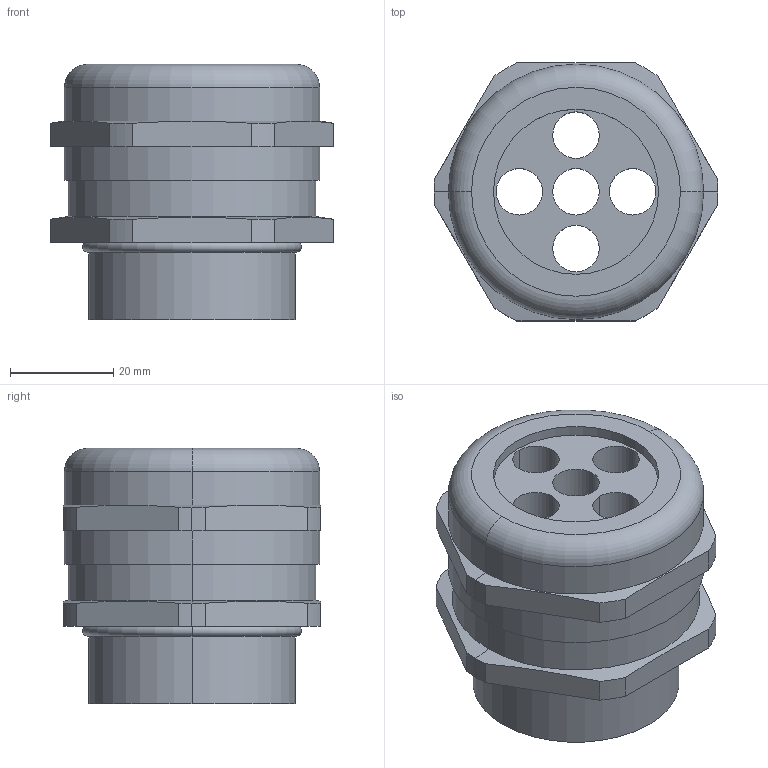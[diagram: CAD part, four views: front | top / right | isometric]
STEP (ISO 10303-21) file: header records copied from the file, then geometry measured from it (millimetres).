
FILE_DESCRIPTION((''),'2;1');
FILE_NAME('3D_1021090201002_WNAM-M40__5X9_','2017-09-18T',('ch.chen'),(''),'PRO/ENGINEER BY PARAMETRIC TECHNOLOGY CORPORATION, 2012480','PRO/ENGINEER BY PARAMETRIC TECHNOLOGY CORPORATION, 2012480','');
FILE_SCHEMA(('AUTOMOTIVE_DESIGN { 1 0 10303 214 1 1 1 1 }'));
Length unit declared in the file: millimetre
Products named in the file (1): 3D_1021090201002_WNAM-M40__5X9_
Bounding box: 55 x 50 x 49.5 mm (x, y, z)
Volume: 51191.1 mm3; surface area: 16722.6 mm2
Topology: 1 solids, 1 shells, 63 faces, 162 edges, 106 vertices
Faces by surface type: cylinder 36, plane 19, torus 4, cone 4
Entity records: 2110 total; most frequent: CARTESIAN_POINT 436, DIRECTION 362, ORIENTED_EDGE 324, EDGE_CURVE 162, AXIS2_PLACEMENT_3D 149, VERTEX_POINT 106, CIRCLE 86, EDGE_LOOP 78
